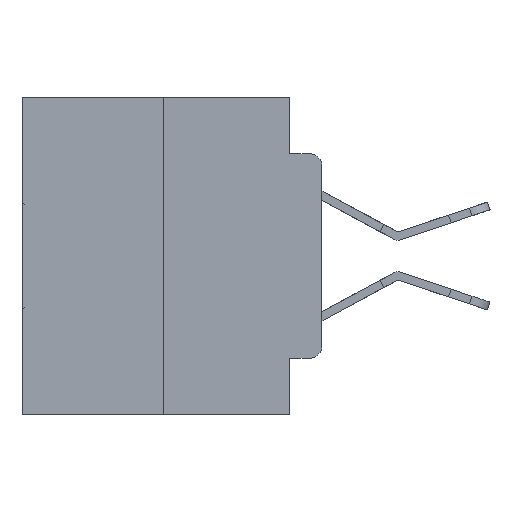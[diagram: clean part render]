
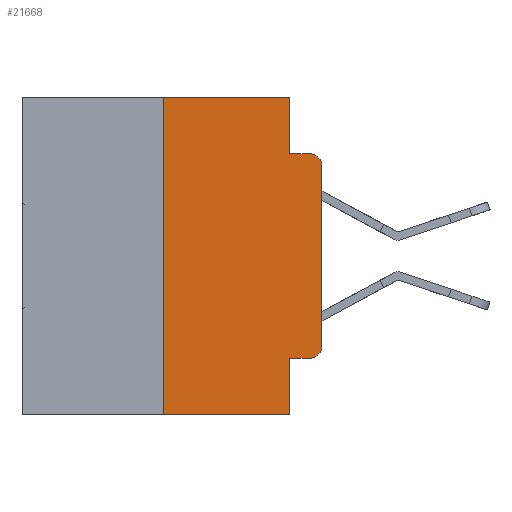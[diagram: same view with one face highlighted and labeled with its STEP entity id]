
A CAD part, left-side view. The second image highlights one B-rep face of the part: STEP entity #21668.
In plain terms, the highlighted planar face has unit normal (-1, 0, 0).
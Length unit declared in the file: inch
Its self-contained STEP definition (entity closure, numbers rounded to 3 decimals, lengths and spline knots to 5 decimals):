
#389 = CARTESIAN_POINT ( 'NONE',  ( 0., 0.051, -0.4115 ) ) ;
#442 = EDGE_CURVE ( 'NONE', #22914, #31150, #17366, .T. ) ;
#1466 = VECTOR ( 'NONE', #28463, 39.37008 ) ;
#2292 = DIRECTION ( 'NONE',  ( 0., 0., -1. ) ) ;
#2367 = PLANE ( 'NONE',  #22560 ) ;
#2786 = ORIENTED_EDGE ( 'NONE', *, *, #16015, .F. ) ;
#2827 = ORIENTED_EDGE ( 'NONE', *, *, #9095, .F. ) ;
#2834 = ORIENTED_EDGE ( 'NONE', *, *, #29529, .F. ) ;
#2873 = CIRCLE ( 'NONE', #28785, 0.02 ) ;
#3518 = CARTESIAN_POINT ( 'NONE',  ( 0., 0.25, -0.5 ) ) ;
#3547 = LINE ( 'NONE', #11204, #27950 ) ;
#3740 = CARTESIAN_POINT ( 'NONE',  ( 0., 0., 0. ) ) ;
#3742 = CARTESIAN_POINT ( 'NONE',  ( 0., 0.051, -0.5 ) ) ;
#3877 = DIRECTION ( 'NONE',  ( 0., 0., -1. ) ) ;
#5092 = EDGE_CURVE ( 'NONE', #15061, #25972, #19081, .T. ) ;
#5607 = LINE ( 'NONE', #29311, #27946 ) ;
#5741 = EDGE_CURVE ( 'NONE', #18507, #13216, #13669, .T. ) ;
#5828 = DIRECTION ( 'NONE',  ( 0., -1., 0. ) ) ;
#6053 = CARTESIAN_POINT ( 'NONE',  ( 0., 0.051, -0.4115 ) ) ;
#6449 = CARTESIAN_POINT ( 'NONE',  ( 0., 0.051, 0. ) ) ;
#6881 = VERTEX_POINT ( 'NONE', #3518 ) ;
#7146 = CARTESIAN_POINT ( 'NONE',  ( 0., 0.051, 0. ) ) ;
#7752 = VECTOR ( 'NONE', #3877, 39.37008 ) ;
#7800 = EDGE_CURVE ( 'NONE', #13216, #20046, #2873, .T. ) ;
#8545 = DIRECTION ( 'NONE',  ( 0., 0., 1. ) ) ;
#8926 = DIRECTION ( 'NONE',  ( 0., 0., -1. ) ) ;
#9095 = EDGE_CURVE ( 'NONE', #31150, #21126, #19653, .T. ) ;
#9788 = DIRECTION ( 'NONE',  ( -1., 0., 0. ) ) ;
#11204 = CARTESIAN_POINT ( 'NONE',  ( 0., 0.25, 0. ) ) ;
#11308 = EDGE_LOOP ( 'NONE', ( #27603, #22392, #2834, #2827, #17287, #2786, #14343, #19525, #13476, #25561 ) ) ;
#11448 = FACE_OUTER_BOUND ( 'NONE', #11308, .T. ) ;
#11480 = CARTESIAN_POINT ( 'NONE',  ( 0., 0., -0.3915 ) ) ;
#11539 = VECTOR ( 'NONE', #5828, 39.37008 ) ;
#11602 = DIRECTION ( 'NONE',  ( 1., 0., 0. ) ) ;
#12684 = VECTOR ( 'NONE', #8545, 39.37008 ) ;
#13216 = VERTEX_POINT ( 'NONE', #28409 ) ;
#13476 = ORIENTED_EDGE ( 'NONE', *, *, #5741, .T. ) ;
#13669 = LINE ( 'NONE', #6053, #1466 ) ;
#14343 = ORIENTED_EDGE ( 'NONE', *, *, #17650, .T. ) ;
#14371 = DIRECTION ( 'NONE',  ( -1., 0., 0. ) ) ;
#14671 = DIRECTION ( 'NONE',  ( 0., -1., 0. ) ) ;
#15061 = VERTEX_POINT ( 'NONE', #30650 ) ;
#15618 = EDGE_CURVE ( 'NONE', #20046, #15061, #30297, .T. ) ;
#16015 = EDGE_CURVE ( 'NONE', #6881, #22914, #3547, .T. ) ;
#17287 = ORIENTED_EDGE ( 'NONE', *, *, #442, .F. ) ;
#17366 = LINE ( 'NONE', #31386, #18312 ) ;
#17650 = EDGE_CURVE ( 'NONE', #6881, #29633, #5607, .T. ) ;
#17765 = CARTESIAN_POINT ( 'NONE',  ( 0., 0.25, 0. ) ) ;
#18312 = VECTOR ( 'NONE', #24566, 39.37008 ) ;
#18507 = VERTEX_POINT ( 'NONE', #389 ) ;
#19081 = CIRCLE ( 'NONE', #26207, 0.02 ) ;
#19525 = ORIENTED_EDGE ( 'NONE', *, *, #22469, .F. ) ;
#19653 = LINE ( 'NONE', #7146, #27128 ) ;
#19981 = CARTESIAN_POINT ( 'NONE',  ( 0., 0.051, -0.0885 ) ) ;
#20046 = VERTEX_POINT ( 'NONE', #11480 ) ;
#20692 = CARTESIAN_POINT ( 'NONE',  ( 0., 0.051, -0.0885 ) ) ;
#20920 = CARTESIAN_POINT ( 'NONE',  ( 0., 0.02, -0.0885 ) ) ;
#21126 = VERTEX_POINT ( 'NONE', #20692 ) ;
#21377 = CARTESIAN_POINT ( 'NONE',  ( 0., 0.02, -0.3915 ) ) ;
#21381 = LINE ( 'NONE', #6449, #7752 ) ;
#21668 = ADVANCED_FACE ( 'NONE', ( #11448 ), #2367, .F. ) ;
#22376 = DIRECTION ( 'NONE',  ( 0., 0., -1. ) ) ;
#22392 = ORIENTED_EDGE ( 'NONE', *, *, #5092, .T. ) ;
#22469 = EDGE_CURVE ( 'NONE', #18507, #29633, #21381, .T. ) ;
#22560 = AXIS2_PLACEMENT_3D ( 'NONE', #26567, #11602, #8926 ) ;
#22914 = VERTEX_POINT ( 'NONE', #17765 ) ;
#23285 = DIRECTION ( 'NONE',  ( 0., 0., 1. ) ) ;
#24097 = DIRECTION ( 'NONE',  ( 0., 0., -1. ) ) ;
#24566 = DIRECTION ( 'NONE',  ( 0., -1., 0. ) ) ;
#24926 = LINE ( 'NONE', #19981, #11539 ) ;
#25561 = ORIENTED_EDGE ( 'NONE', *, *, #7800, .T. ) ;
#25972 = VERTEX_POINT ( 'NONE', #20920 ) ;
#26207 = AXIS2_PLACEMENT_3D ( 'NONE', #29169, #14371, #24097 ) ;
#26567 = CARTESIAN_POINT ( 'NONE',  ( 0., 0.473, 0. ) ) ;
#27128 = VECTOR ( 'NONE', #22376, 39.37008 ) ;
#27603 = ORIENTED_EDGE ( 'NONE', *, *, #15618, .T. ) ;
#27946 = VECTOR ( 'NONE', #14671, 39.37008 ) ;
#27950 = VECTOR ( 'NONE', #23285, 39.37008 ) ;
#28409 = CARTESIAN_POINT ( 'NONE',  ( 0., 0.02, -0.4115 ) ) ;
#28463 = DIRECTION ( 'NONE',  ( 0., -1., 0. ) ) ;
#28785 = AXIS2_PLACEMENT_3D ( 'NONE', #21377, #9788, #2292 ) ;
#29169 = CARTESIAN_POINT ( 'NONE',  ( 0., 0.02, -0.1085 ) ) ;
#29191 = CARTESIAN_POINT ( 'NONE',  ( 0., 0.051, 0. ) ) ;
#29311 = CARTESIAN_POINT ( 'NONE',  ( 0., 0.473, -0.5 ) ) ;
#29529 = EDGE_CURVE ( 'NONE', #21126, #25972, #24926, .T. ) ;
#29633 = VERTEX_POINT ( 'NONE', #3742 ) ;
#30297 = LINE ( 'NONE', #3740, #12684 ) ;
#30650 = CARTESIAN_POINT ( 'NONE',  ( 0., 0., -0.1085 ) ) ;
#31150 = VERTEX_POINT ( 'NONE', #29191 ) ;
#31386 = CARTESIAN_POINT ( 'NONE',  ( 0., 0.473, 0. ) ) ;
